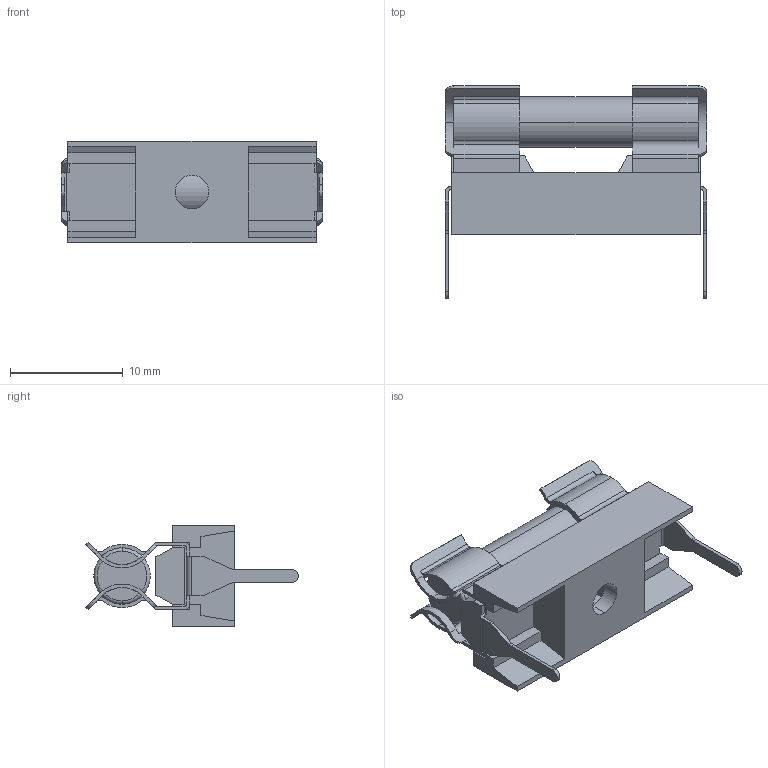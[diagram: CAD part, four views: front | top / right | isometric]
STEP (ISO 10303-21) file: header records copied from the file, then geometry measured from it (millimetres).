
FILE_DESCRIPTION (( 'STEP AP203' ), '1' );
FILE_NAME ('User Library-Fuse_Holder.STEP', '2014-12-28T17:45:25', ( 'Windows User' ), ( '' ), 'SwSTEP 2.0', 'SolidWorks 2015', '' );
FILE_SCHEMA (( 'CONFIG_CONTROL_DESIGN' ));
Length unit declared in the file: millimetre
Products named in the file (4): User Library-Fuse_Holder; User Library-Fuse_Holder_Body_Domyslna; User Library-Fuse_Holder_pin_Domyslna; User Library-Fuse_Holder_Fuse_Domyslna
Assembly tree (4 placements, depth 2):
  User Library-Fuse_Holder
    User Library-Fuse_Holder_Body_Domyslna
    User Library-Fuse_Holder_pin_Domyslna  x2
    User Library-Fuse_Holder_Fuse_Domyslna
Bounding box: 23.16 x 18.85 x 9 mm (x, y, z)
Volume: 715.9 mm3; surface area: 2487.8 mm2
Topology: 4 solids, 5 shells, 236 faces, 662 edges, 432 vertices
Faces by surface type: plane 134, cylinder 98, torus 4
Entity records: 5506 total; most frequent: DIRECTION 896, CARTESIAN_POINT 887, ORIENTED_EDGE 872, EDGE_CURVE 436, VECTOR 310, LINE 310, AXIS2_PLACEMENT_3D 293, VERTEX_POINT 284
